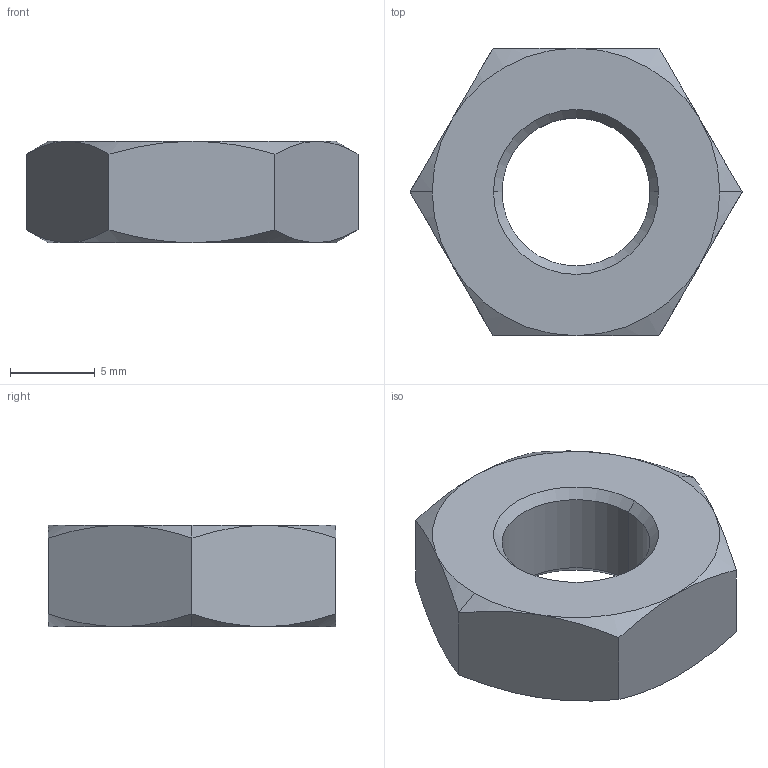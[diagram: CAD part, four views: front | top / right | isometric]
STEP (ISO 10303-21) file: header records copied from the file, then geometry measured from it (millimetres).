
FILE_DESCRIPTION((''),'2;1');
FILE_NAME('1200_32_06X.stp','2003-04-08T08:35:37',('maffial1'),(''),'Autodesk Inventor (R) 6.0','Autodesk Inventor (R) 6.0','');
FILE_SCHEMA(('AUTOMOTIVE_DESIGN { 1 0 10303 214 1 1 1 1 }'));
Length unit declared in the file: millimetre
Products named in the file (1): 1200_32_06X
Bounding box: 19.63 x 17 x 6 mm (x, y, z)
Volume: 1122.6 mm3; surface area: 859.2 mm2
Topology: 1 solids, 1 shells, 30 faces, 64 edges, 36 vertices
Faces by surface type: cone 18, plane 8, bspline 4
Entity records: 847 total; most frequent: CARTESIAN_POINT 247, ORIENTED_EDGE 128, DIRECTION 118, EDGE_CURVE 64, AXIS2_PLACEMENT_3D 51, VERTEX_POINT 36, EDGE_LOOP 32, FACE_OUTER_BOUND 30
